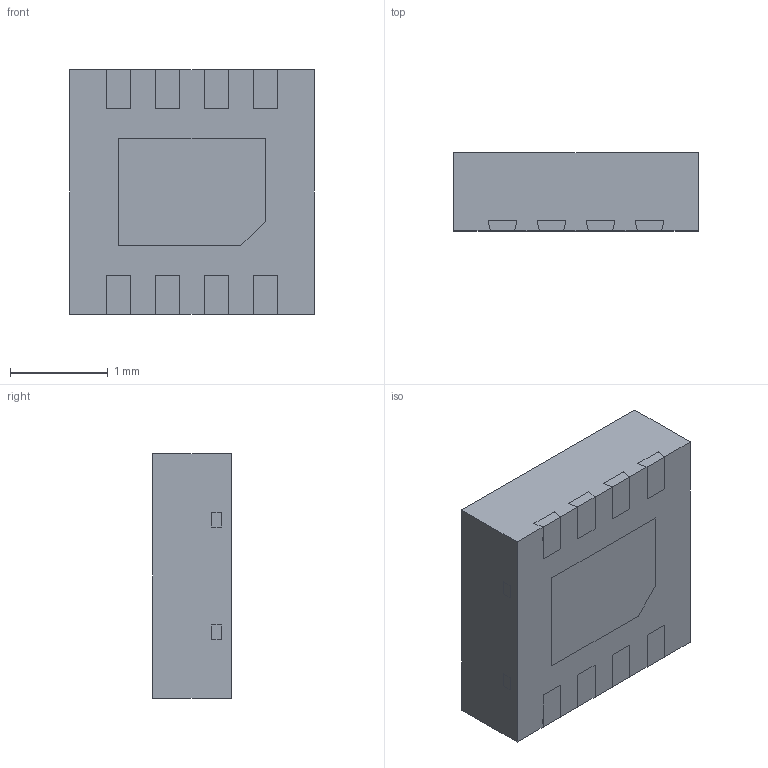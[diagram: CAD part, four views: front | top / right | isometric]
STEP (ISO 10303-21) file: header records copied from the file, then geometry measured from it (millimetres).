
FILE_DESCRIPTION((''),'2;1');
FILE_NAME('SDA08B_ASM','2012-02-08T',('CKXSSC'),(''),'PRO/ENGINEER BY PARAMETRIC TECHNOLOGY CORPORATION, 2011220','PRO/ENGINEER BY PARAMETRIC TECHNOLOGY CORPORATION, 2011220','');
FILE_SCHEMA(('AUTOMOTIVE_DESIGN_CC2 { 1 2 10303 214 -1 1 5 2 }'));
Length unit declared in the file: millimetre
Products named in the file (3): BODY_SDA08B; FRAME_SDA08B; SDA08B_ASM
Assembly tree (2 placements, depth 2):
  SDA08B_ASM
    BODY_SDA08B
    FRAME_SDA08B
Bounding box: 2.5 x 0.8 x 2.5 mm (x, y, z)
Volume: 5 mm3; surface area: 26.9 mm2
Topology: 14 solids, 14 shells, 175 faces, 426 edges, 284 vertices
Faces by surface type: plane 149, cylinder 26
Entity records: 6573 total; most frequent: CARTESIAN_POINT 1026, ORIENTED_EDGE 852, DIRECTION 744, PRESENTATION_STYLE_ASSIGNMENT 446, STYLED_ITEM 440, CURVE_STYLE 426, EDGE_CURVE 426, VECTOR 384
